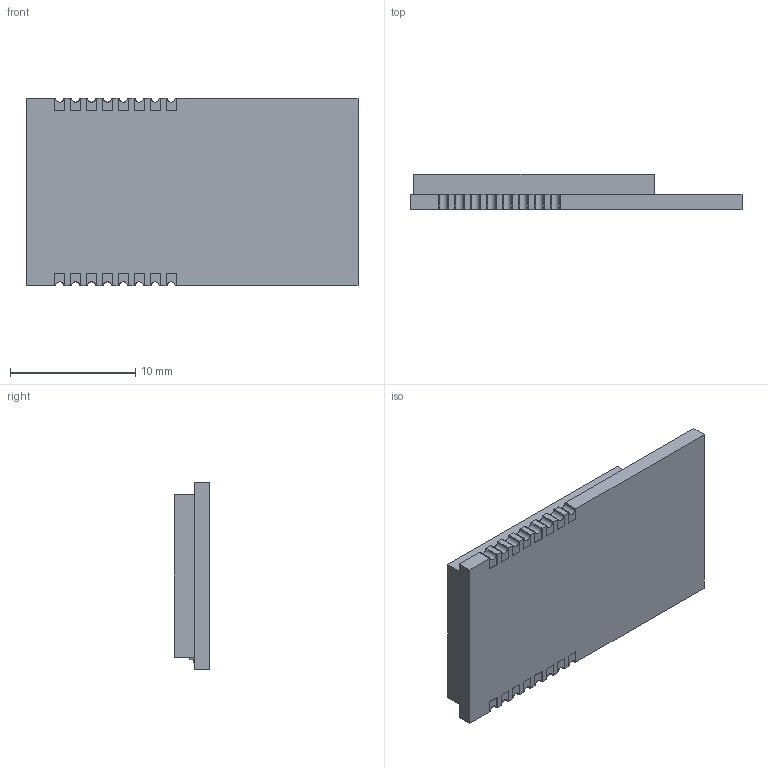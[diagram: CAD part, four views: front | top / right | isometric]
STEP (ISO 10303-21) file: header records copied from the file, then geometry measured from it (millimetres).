
FILE_DESCRIPTION (( 'STEP AP203' ), '1' );
FILE_NAME ('E28-2G4M27S.STEP', '2024-01-27T17:39:58', ( '' ), ( '' ), 'SwSTEP 2.0', 'SolidWorks 2021', '' );
FILE_SCHEMA (( 'CONFIG_CONTROL_DESIGN' ));
Length unit declared in the file: millimetre
Products named in the file (3): 734120110; E28-2G4M27S; E28___
Assembly tree (2 placements, depth 2):
  E28-2G4M27S
    E28___
    734120110
Bounding box: 26.5 x 2.8 x 15 mm (x, y, z)
Volume: 836.8 mm3; surface area: 1035.9 mm2
Topology: 2 solids, 2 shells, 300 faces, 841 edges, 552 vertices
Faces by surface type: plane 243, cylinder 44, cone 6, torus 5, bspline 2
Entity records: 9889 total; most frequent: CARTESIAN_POINT 1780, ORIENTED_EDGE 1682, DIRECTION 1542, EDGE_CURVE 841, VECTOR 734, LINE 734, VERTEX_POINT 552, AXIS2_PLACEMENT_3D 404
